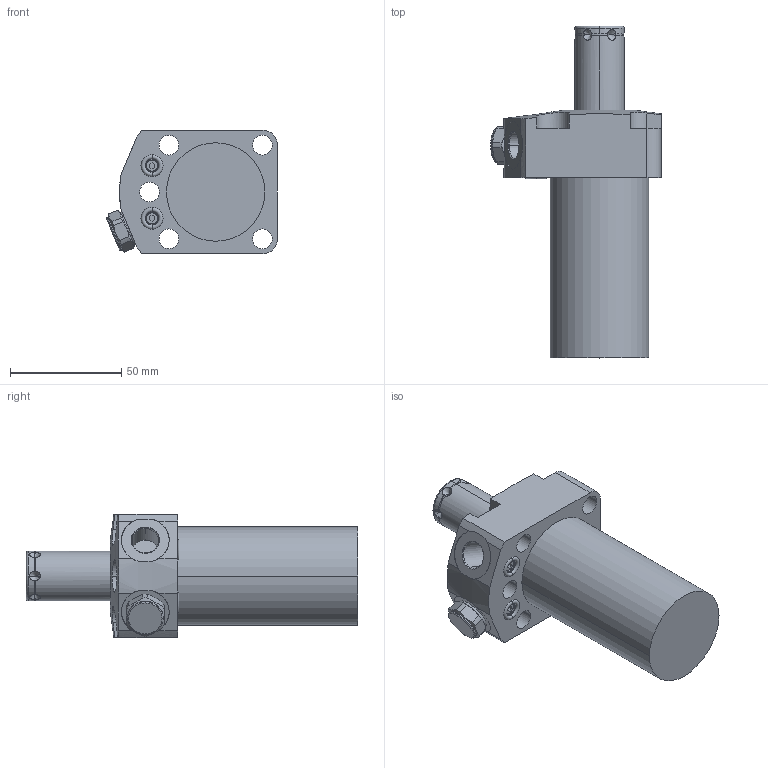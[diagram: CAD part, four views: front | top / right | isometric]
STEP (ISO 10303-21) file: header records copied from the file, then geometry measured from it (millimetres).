
FILE_DESCRIPTION((''),'2;1');
FILE_NAME('ILCM41461112','2018-10-03T',('ngp'),(''),'PRO/ENGINEER BY PARAMETRIC TECHNOLOGY CORPORATION, 2013320','PRO/ENGINEER BY PARAMETRIC TECHNOLOGY CORPORATION, 2013320','');
FILE_SCHEMA(('AUTOMOTIVE_DESIGN { 1 0 10303 214 1 1 1 1 }'));
Length unit declared in the file: millimetre
Products named in the file (1): ILCM41461112
Bounding box: 76.62 x 149.01 x 55.37 mm (x, y, z)
Volume: 230654.6 mm3; surface area: 34432.2 mm2
Topology: 3 solids, 5 shells, 186 faces, 489 edges, 309 vertices
Faces by surface type: plane 71, cylinder 71, cone 32, torus 12
Entity records: 7731 total; most frequent: CARTESIAN_POINT 1598, ORIENTED_EDGE 946, DIRECTION 924, PRESENTATION_STYLE_ASSIGNMENT 490, STYLED_ITEM 479, CURVE_STYLE 475, EDGE_CURVE 475, AXIS2_PLACEMENT_3D 372
